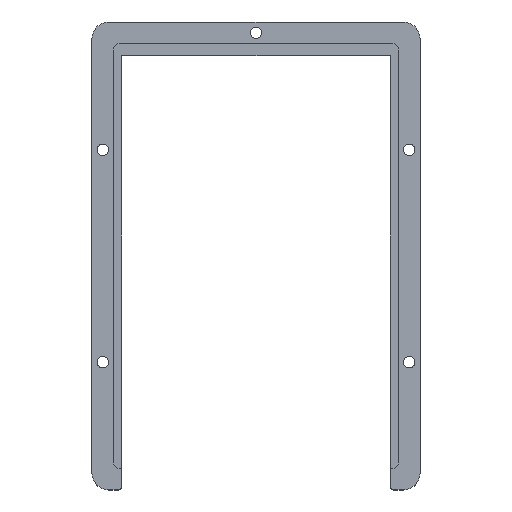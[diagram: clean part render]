
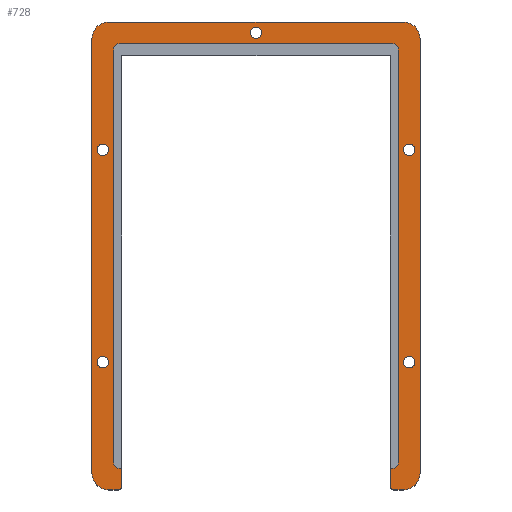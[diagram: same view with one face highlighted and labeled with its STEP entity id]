
A CAD part, top view. The second image highlights one B-rep face of the part: STEP entity #728.
In plain terms, the highlighted planar face has unit normal (0, 0, 1).
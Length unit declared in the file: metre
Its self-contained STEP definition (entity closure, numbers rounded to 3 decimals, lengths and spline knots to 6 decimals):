
#19=B_SPLINE_CURVE_WITH_KNOTS('',3,(#1135,#1136,#1137,#1138),
 .UNSPECIFIED.,.F.,.F.,(4,4),(0.,1.),.UNSPECIFIED.);
#20=B_SPLINE_CURVE_WITH_KNOTS('',3,(#1155,#1156,#1157,#1158),
 .UNSPECIFIED.,.F.,.F.,(4,4),(0.,1.),.UNSPECIFIED.);
#28=LINE('',#1098,#76);
#32=LINE('',#1109,#80);
#35=LINE('',#1131,#83);
#36=LINE('',#1133,#84);
#37=LINE('',#1140,#85);
#38=LINE('',#1144,#86);
#39=LINE('',#1148,#87);
#40=LINE('',#1153,#88);
#41=LINE('',#1159,#89);
#42=LINE('',#1163,#90);
#43=LINE('',#1167,#91);
#44=LINE('',#1171,#92);
#76=VECTOR('',#888,1.);
#80=VECTOR('',#896,1.);
#83=VECTOR('',#911,1.);
#84=VECTOR('',#912,1.);
#85=VECTOR('',#913,1.);
#86=VECTOR('',#916,1.);
#87=VECTOR('',#919,1.);
#88=VECTOR('',#924,1.);
#89=VECTOR('',#925,1.);
#90=VECTOR('',#928,1.);
#91=VECTOR('',#931,1.);
#92=VECTOR('',#934,1.);
#124=PLANE('',#793);
#159=ORIENTED_EDGE('',*,*,#355,.F.);
#160=ORIENTED_EDGE('',*,*,#356,.T.);
#161=ORIENTED_EDGE('',*,*,#357,.F.);
#162=ORIENTED_EDGE('',*,*,#358,.F.);
#163=ORIENTED_EDGE('',*,*,#359,.T.);
#164=ORIENTED_EDGE('',*,*,#360,.T.);
#165=ORIENTED_EDGE('',*,*,#361,.T.);
#166=ORIENTED_EDGE('',*,*,#362,.F.);
#167=ORIENTED_EDGE('',*,*,#363,.T.);
#168=ORIENTED_EDGE('',*,*,#364,.F.);
#169=ORIENTED_EDGE('',*,*,#365,.T.);
#170=ORIENTED_EDGE('',*,*,#366,.T.);
#171=ORIENTED_EDGE('',*,*,#367,.T.);
#172=ORIENTED_EDGE('',*,*,#345,.T.);
#173=ORIENTED_EDGE('',*,*,#368,.T.);
#174=ORIENTED_EDGE('',*,*,#369,.F.);
#175=ORIENTED_EDGE('',*,*,#370,.T.);
#176=ORIENTED_EDGE('',*,*,#350,.F.);
#177=ORIENTED_EDGE('',*,*,#371,.T.);
#178=ORIENTED_EDGE('',*,*,#372,.F.);
#179=ORIENTED_EDGE('',*,*,#373,.F.);
#180=ORIENTED_EDGE('',*,*,#374,.F.);
#181=ORIENTED_EDGE('',*,*,#375,.F.);
#182=ORIENTED_EDGE('',*,*,#376,.F.);
#183=ORIENTED_EDGE('',*,*,#377,.T.);
#184=ORIENTED_EDGE('',*,*,#378,.F.);
#185=ORIENTED_EDGE('',*,*,#379,.T.);
#345=EDGE_CURVE('',#444,#443,#28,.T.);
#350=EDGE_CURVE('',#448,#449,#32,.F.);
#355=EDGE_CURVE('',#453,#453,#517,.T.);
#356=EDGE_CURVE('',#454,#454,#518,.T.);
#357=EDGE_CURVE('',#455,#455,#519,.T.);
#358=EDGE_CURVE('',#456,#457,#520,.T.);
#359=EDGE_CURVE('',#456,#458,#35,.T.);
#360=EDGE_CURVE('',#458,#459,#36,.F.);
#361=EDGE_CURVE('',#459,#460,#19,.T.);
#362=EDGE_CURVE('',#461,#460,#37,.T.);
#363=EDGE_CURVE('',#461,#462,#521,.T.);
#364=EDGE_CURVE('',#463,#462,#38,.T.);
#365=EDGE_CURVE('',#463,#464,#522,.T.);
#366=EDGE_CURVE('',#464,#465,#39,.T.);
#367=EDGE_CURVE('',#465,#444,#523,.T.);
#368=EDGE_CURVE('',#443,#466,#524,.T.);
#369=EDGE_CURVE('',#467,#466,#40,.T.);
#370=EDGE_CURVE('',#467,#449,#20,.T.);
#371=EDGE_CURVE('',#448,#468,#41,.T.);
#372=EDGE_CURVE('',#469,#468,#525,.T.);
#373=EDGE_CURVE('',#470,#469,#42,.T.);
#374=EDGE_CURVE('',#471,#470,#526,.T.);
#375=EDGE_CURVE('',#472,#471,#43,.T.);
#376=EDGE_CURVE('',#473,#472,#527,.T.);
#377=EDGE_CURVE('',#473,#457,#44,.T.);
#378=EDGE_CURVE('',#474,#474,#528,.T.);
#379=EDGE_CURVE('',#475,#475,#529,.T.);
#443=VERTEX_POINT('',#1097);
#444=VERTEX_POINT('',#1099);
#448=VERTEX_POINT('',#1108);
#449=VERTEX_POINT('',#1110);
#453=VERTEX_POINT('',#1123);
#454=VERTEX_POINT('',#1125);
#455=VERTEX_POINT('',#1127);
#456=VERTEX_POINT('',#1129);
#457=VERTEX_POINT('',#1130);
#458=VERTEX_POINT('',#1132);
#459=VERTEX_POINT('',#1134);
#460=VERTEX_POINT('',#1139);
#461=VERTEX_POINT('',#1141);
#462=VERTEX_POINT('',#1143);
#463=VERTEX_POINT('',#1145);
#464=VERTEX_POINT('',#1147);
#465=VERTEX_POINT('',#1149);
#466=VERTEX_POINT('',#1152);
#467=VERTEX_POINT('',#1154);
#468=VERTEX_POINT('',#1160);
#469=VERTEX_POINT('',#1162);
#470=VERTEX_POINT('',#1164);
#471=VERTEX_POINT('',#1166);
#472=VERTEX_POINT('',#1168);
#473=VERTEX_POINT('',#1170);
#474=VERTEX_POINT('',#1173);
#475=VERTEX_POINT('',#1175);
#517=CIRCLE('',#794,0.0017);
#518=CIRCLE('',#795,0.0017);
#519=CIRCLE('',#796,0.0017);
#520=CIRCLE('',#797,0.002);
#521=CIRCLE('',#798,0.00506);
#522=CIRCLE('',#799,0.00506);
#523=CIRCLE('',#800,0.00506);
#524=CIRCLE('',#801,0.00506);
#525=CIRCLE('',#802,0.002);
#526=CIRCLE('',#803,0.002);
#527=CIRCLE('',#804,0.002);
#528=CIRCLE('',#805,0.0017);
#529=CIRCLE('',#806,0.0017);
#561=EDGE_LOOP('',(#159));
#562=EDGE_LOOP('',(#160));
#563=EDGE_LOOP('',(#161));
#564=EDGE_LOOP('',(#162,#163,#164,#165,#166,#167,#168,#169,#170,#171,#172,
#173,#174,#175,#176,#177,#178,#179,#180,#181,#182,#183));
#565=EDGE_LOOP('',(#184));
#566=EDGE_LOOP('',(#185));
#639=FACE_BOUND('',#561,.T.);
#640=FACE_BOUND('',#562,.T.);
#641=FACE_BOUND('',#563,.T.);
#642=FACE_BOUND('',#564,.T.);
#643=FACE_BOUND('',#565,.T.);
#644=FACE_BOUND('',#566,.T.);
#728=ADVANCED_FACE('',(#639,#640,#641,#642,#643,#644),#124,.T.);
#793=AXIS2_PLACEMENT_3D('',#1121,#901,#902);
#794=AXIS2_PLACEMENT_3D('',#1122,#903,#904);
#795=AXIS2_PLACEMENT_3D('',#1124,#905,#906);
#796=AXIS2_PLACEMENT_3D('',#1126,#907,#908);
#797=AXIS2_PLACEMENT_3D('',#1128,#909,#910);
#798=AXIS2_PLACEMENT_3D('',#1142,#914,#915);
#799=AXIS2_PLACEMENT_3D('',#1146,#917,#918);
#800=AXIS2_PLACEMENT_3D('',#1150,#920,#921);
#801=AXIS2_PLACEMENT_3D('',#1151,#922,#923);
#802=AXIS2_PLACEMENT_3D('',#1161,#926,#927);
#803=AXIS2_PLACEMENT_3D('',#1165,#929,#930);
#804=AXIS2_PLACEMENT_3D('',#1169,#932,#933);
#805=AXIS2_PLACEMENT_3D('',#1172,#935,#936);
#806=AXIS2_PLACEMENT_3D('',#1174,#937,#938);
#888=DIRECTION('',(0.,-1.,0.));
#896=DIRECTION('',(0.,1.,0.));
#901=DIRECTION('',(0.,0.,1.));
#902=DIRECTION('',(1.,0.,0.));
#903=DIRECTION('',(0.,0.,1.));
#904=DIRECTION('',(1.,0.,0.));
#905=DIRECTION('',(0.,0.,-1.));
#906=DIRECTION('',(1.,0.,0.));
#907=DIRECTION('',(0.,0.,1.));
#908=DIRECTION('',(1.,0.,0.));
#909=DIRECTION('',(0.,0.,1.));
#910=DIRECTION('',(1.,0.,0.));
#911=DIRECTION('',(-1.,0.,0.));
#912=DIRECTION('',(0.,1.,0.));
#913=DIRECTION('',(-1.,0.,0.));
#914=DIRECTION('',(0.,0.,1.));
#915=DIRECTION('',(1.,0.,0.));
#916=DIRECTION('',(0.,-1.,0.));
#917=DIRECTION('',(0.,0.,1.));
#918=DIRECTION('',(1.,0.,0.));
#919=DIRECTION('',(-1.,0.,0.));
#920=DIRECTION('',(0.,0.,1.));
#921=DIRECTION('',(1.,0.,0.));
#922=DIRECTION('',(0.,0.,1.));
#923=DIRECTION('',(1.,0.,0.));
#924=DIRECTION('',(-1.,0.,0.));
#925=DIRECTION('',(-1.,0.,0.));
#926=DIRECTION('',(0.,0.,1.));
#927=DIRECTION('',(1.,0.,0.));
#928=DIRECTION('',(0.,-1.,0.));
#929=DIRECTION('',(0.,0.,1.));
#930=DIRECTION('',(1.,0.,0.));
#931=DIRECTION('',(-1.,0.,0.));
#932=DIRECTION('',(0.,0.,1.));
#933=DIRECTION('',(1.,0.,0.));
#934=DIRECTION('',(0.,-1.,0.));
#935=DIRECTION('',(0.,0.,1.));
#936=DIRECTION('',(1.,0.,0.));
#937=DIRECTION('',(0.,0.,-1.));
#938=DIRECTION('',(1.,0.,0.));
#1097=CARTESIAN_POINT('',(-0.03506,-0.0654,0.022));
#1098=CARTESIAN_POINT('',(-0.03506,0.,0.022));
#1099=CARTESIAN_POINT('',(-0.03506,0.0654,0.022));
#1108=CARTESIAN_POINT('',(-0.026165,-0.064,0.022));
#1109=CARTESIAN_POINT('',(-0.026165,-0.065303,0.022));
#1110=CARTESIAN_POINT('',(-0.026165,-0.06946,0.022));
#1121=CARTESIAN_POINT('',(0.014335,0.,0.022));
#1122=CARTESIAN_POINT('',(0.014335,0.06723,0.022));
#1123=CARTESIAN_POINT('',(0.016035,0.06723,0.022));
#1124=CARTESIAN_POINT('',(-0.031813,-0.032,0.022));
#1125=CARTESIAN_POINT('',(-0.030113,-0.032,0.022));
#1126=CARTESIAN_POINT('',(0.060483,-0.032,0.022));
#1127=CARTESIAN_POINT('',(0.062183,-0.032,0.022));
#1128=CARTESIAN_POINT('',(0.055235,-0.062,0.022));
#1129=CARTESIAN_POINT('',(0.055235,-0.064,0.022));
#1130=CARTESIAN_POINT('',(0.057235,-0.062,0.022));
#1131=CARTESIAN_POINT('',(0.014335,-0.064,0.022));
#1132=CARTESIAN_POINT('',(0.054835,-0.064,0.022));
#1133=CARTESIAN_POINT('',(0.054835,-0.065303,0.022));
#1134=CARTESIAN_POINT('',(0.054835,-0.06946,0.022));
#1135=CARTESIAN_POINT('',(0.054835,-0.06946,0.022));
#1136=CARTESIAN_POINT('',(0.054835,-0.070127,0.022));
#1137=CARTESIAN_POINT('',(0.055168,-0.07046,0.022));
#1138=CARTESIAN_POINT('',(0.055835,-0.07046,0.022));
#1139=CARTESIAN_POINT('',(0.055835,-0.07046,0.022));
#1140=CARTESIAN_POINT('',(0.014335,-0.07046,0.022));
#1141=CARTESIAN_POINT('',(0.05867,-0.07046,0.022));
#1142=CARTESIAN_POINT('',(0.05867,-0.0654,0.022));
#1143=CARTESIAN_POINT('',(0.06373,-0.0654,0.022));
#1144=CARTESIAN_POINT('',(0.06373,0.,0.022));
#1145=CARTESIAN_POINT('',(0.06373,0.0654,0.022));
#1146=CARTESIAN_POINT('',(0.05867,0.0654,0.022));
#1147=CARTESIAN_POINT('',(0.05867,0.07046,0.022));
#1148=CARTESIAN_POINT('',(0.014335,0.07046,0.022));
#1149=CARTESIAN_POINT('',(-0.03,0.07046,0.022));
#1150=CARTESIAN_POINT('',(-0.03,0.0654,0.022));
#1151=CARTESIAN_POINT('',(-0.03,-0.0654,0.022));
#1152=CARTESIAN_POINT('',(-0.03,-0.07046,0.022));
#1153=CARTESIAN_POINT('',(0.014335,-0.07046,0.022));
#1154=CARTESIAN_POINT('',(-0.027165,-0.07046,0.022));
#1155=CARTESIAN_POINT('',(-0.027165,-0.07046,0.022));
#1156=CARTESIAN_POINT('',(-0.026498,-0.07046,0.022));
#1157=CARTESIAN_POINT('',(-0.026165,-0.070127,0.022));
#1158=CARTESIAN_POINT('',(-0.026165,-0.06946,0.022));
#1159=CARTESIAN_POINT('',(0.014335,-0.064,0.022));
#1160=CARTESIAN_POINT('',(-0.026565,-0.064,0.022));
#1161=CARTESIAN_POINT('',(-0.026565,-0.062,0.022));
#1162=CARTESIAN_POINT('',(-0.028565,-0.062,0.022));
#1163=CARTESIAN_POINT('',(-0.028565,0.,0.022));
#1164=CARTESIAN_POINT('',(-0.028565,0.062,0.022));
#1165=CARTESIAN_POINT('',(-0.026565,0.062,0.022));
#1166=CARTESIAN_POINT('',(-0.026565,0.064,0.022));
#1167=CARTESIAN_POINT('',(0.014335,0.064,0.022));
#1168=CARTESIAN_POINT('',(0.055235,0.064,0.022));
#1169=CARTESIAN_POINT('',(0.055235,0.062,0.022));
#1170=CARTESIAN_POINT('',(0.057235,0.062,0.022));
#1171=CARTESIAN_POINT('',(0.057235,0.,0.022));
#1172=CARTESIAN_POINT('',(-0.031813,0.032,0.022));
#1173=CARTESIAN_POINT('',(-0.030113,0.032,0.022));
#1174=CARTESIAN_POINT('',(0.060483,0.032,0.022));
#1175=CARTESIAN_POINT('',(0.062183,0.032,0.022));
